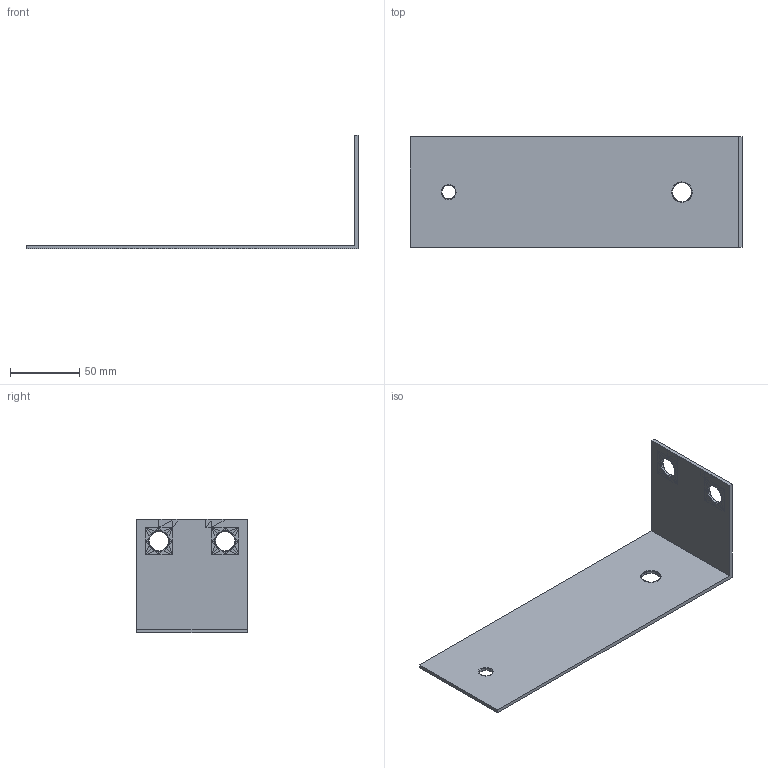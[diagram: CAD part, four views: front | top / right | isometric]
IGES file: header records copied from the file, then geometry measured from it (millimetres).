
Global section: file name: Equerre_highpoly; native system: Unknown; preprocessor: BodyObjectToATFToIges; author: Autodesk 3ds Max; organization: Autodesk; date: 20210518.101730; units: centimetre
Bounding box: 240.5 x 80 x 82.5 mm (x, y, z)
Volume: 62768.4 mm3; surface area: 52573.7 mm2
Topology: 1 solids, 1 shells, 805 faces, 1561 edges, 760 vertices
Faces by surface type: bspline 805
